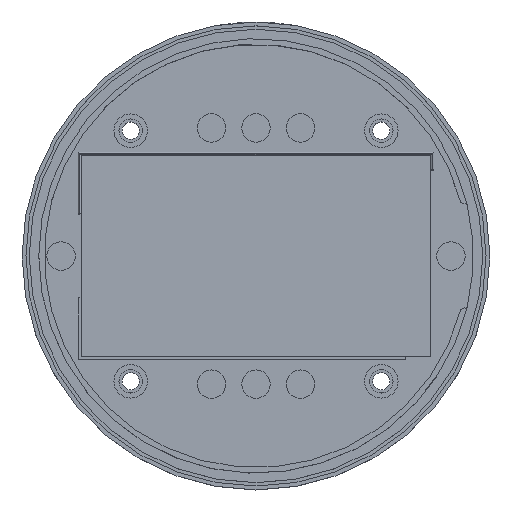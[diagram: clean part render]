
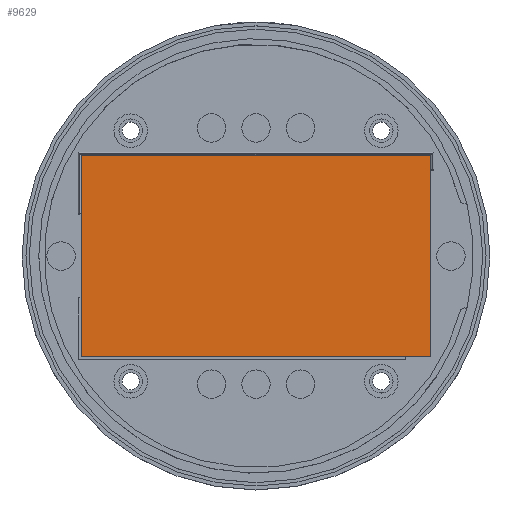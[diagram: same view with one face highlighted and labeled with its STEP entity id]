
A CAD part, top view. The second image highlights one B-rep face of the part: STEP entity #9629.
In plain terms, the highlighted planar face has unit normal (0, 0, 1).
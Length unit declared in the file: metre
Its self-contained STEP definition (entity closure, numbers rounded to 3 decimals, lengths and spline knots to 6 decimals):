
#766=PLANE('',#10245);
#969=LINE('',#13428,#1782);
#972=LINE('',#13434,#1785);
#975=LINE('',#13439,#1788);
#990=LINE('',#13469,#1803);
#1782=VECTOR('',#10756,1.);
#1785=VECTOR('',#10761,1.);
#1788=VECTOR('',#10766,1.);
#1803=VECTOR('',#10787,1.);
#5137=ORIENTED_EDGE('',*,*,#5606,.T.);
#5138=ORIENTED_EDGE('',*,*,#5627,.F.);
#5139=ORIENTED_EDGE('',*,*,#5612,.F.);
#5140=ORIENTED_EDGE('',*,*,#5609,.T.);
#5606=EDGE_CURVE('',#6973,#6976,#969,.T.);
#5609=EDGE_CURVE('',#6978,#6973,#972,.T.);
#5612=EDGE_CURVE('',#6978,#6980,#975,.T.);
#5627=EDGE_CURVE('',#6980,#6976,#990,.T.);
#6973=VERTEX_POINT('',#13420);
#6976=VERTEX_POINT('',#13427);
#6978=VERTEX_POINT('',#13432);
#6980=VERTEX_POINT('',#13440);
#8333=EDGE_LOOP('',(#5137,#5138,#5139,#5140));
#8970=FACE_BOUND('',#8333,.T.);
#9629=ADVANCED_FACE('',(#8970),#766,.T.);
#10245=AXIS2_PLACEMENT_3D('',#16966,#12253,#12254);
#10756=DIRECTION('',(0.,-1.,0.));
#10761=DIRECTION('',(-1.,0.,0.));
#10766=DIRECTION('',(0.,-1.,0.));
#10787=DIRECTION('',(-1.,0.,0.));
#12253=DIRECTION('',(0.,0.,1.));
#12254=DIRECTION('',(1.,0.,0.));
#13420=CARTESIAN_POINT('',(-0.0314,0.0181,-0.0176));
#13427=CARTESIAN_POINT('',(-0.0314,-0.0181,-0.0176));
#13428=CARTESIAN_POINT('',(-0.0314,0.0128,-0.0176));
#13432=CARTESIAN_POINT('',(0.0314,0.0181,-0.0176));
#13434=CARTESIAN_POINT('',(0.,0.0181,-0.0176));
#13439=CARTESIAN_POINT('',(0.0314,-0.00135,-0.0176));
#13440=CARTESIAN_POINT('',(0.0314,-0.0181,-0.0176));
#13469=CARTESIAN_POINT('',(-0.00225,-0.0181,-0.0176));
#16966=CARTESIAN_POINT('',(0.0005,0.,-0.0176));
